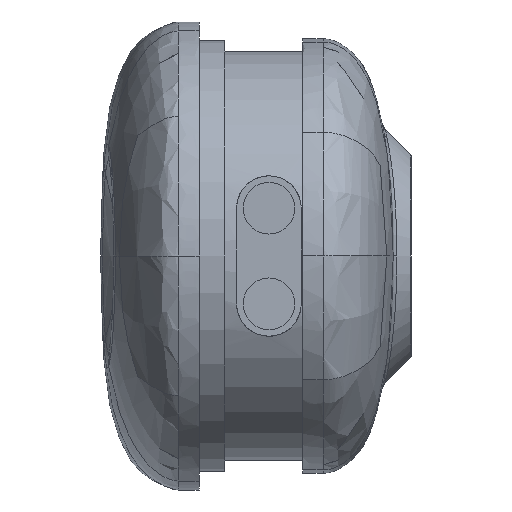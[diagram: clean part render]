
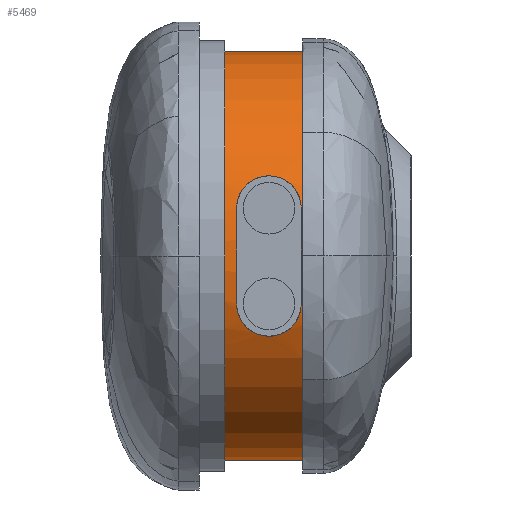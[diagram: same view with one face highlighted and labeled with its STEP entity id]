
A CAD part, left-side view. The second image highlights one B-rep face of the part: STEP entity #5469.
In plain terms, the highlighted cylindrical face has radius 7.9 mm (diameter 15.8 mm), a partial arc.
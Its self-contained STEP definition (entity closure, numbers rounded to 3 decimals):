
#13=CARTESIAN_POINT('',(-12.8,4.2,0.));
#14=DIRECTION('',(0.,-1.,0.));
#15=DIRECTION('',(0.,0.,1.));
#16=AXIS2_PLACEMENT_3D('',#13,#14,#15);
#22=CARTESIAN_POINT('',(-20.48,4.25,-1.85));
#23=CARTESIAN_POINT('',(-20.452,4.25,-1.968));
#24=CARTESIAN_POINT('',(-20.392,4.281,-2.192));
#25=CARTESIAN_POINT('',(-20.291,4.423,-2.514));
#26=CARTESIAN_POINT('',(-20.202,4.629,-2.765));
#27=CARTESIAN_POINT('',(-20.133,4.868,-2.939));
#28=CARTESIAN_POINT('',(-20.09,5.102,-3.045));
#29=CARTESIAN_POINT('',(-20.064,5.385,-3.106));
#30=CARTESIAN_POINT('',(-20.067,5.678,-3.099));
#31=CARTESIAN_POINT('',(-20.098,5.956,-3.025));
#32=CARTESIAN_POINT('',(-20.151,6.203,-2.896));
#33=CARTESIAN_POINT('',(-20.22,6.418,-2.714));
#34=CARTESIAN_POINT('',(-20.301,6.591,-2.484));
#35=CARTESIAN_POINT('',(-20.391,6.715,-2.197));
#36=CARTESIAN_POINT('',(-20.451,6.75,-1.972));
#37=CARTESIAN_POINT('',(-20.48,6.75,-1.85));
#42=CARTESIAN_POINT('',(-12.8,4.25,0.));
#43=DIRECTION('',(0.,1.,0.));
#44=DIRECTION('',(-0.972,0.,-0.234));
#45=AXIS2_PLACEMENT_3D('',#42,#43,#44);
#50=CARTESIAN_POINT('',(-20.481,6.75,1.848));
#51=CARTESIAN_POINT('',(-20.452,6.75,1.966));
#52=CARTESIAN_POINT('',(-20.393,6.719,2.19));
#53=CARTESIAN_POINT('',(-20.292,6.576,2.513));
#54=CARTESIAN_POINT('',(-20.202,6.37,2.764));
#55=CARTESIAN_POINT('',(-20.134,6.131,2.938));
#56=CARTESIAN_POINT('',(-20.09,5.897,3.043));
#57=CARTESIAN_POINT('',(-20.064,5.614,3.104));
#58=CARTESIAN_POINT('',(-20.068,5.321,3.096));
#59=CARTESIAN_POINT('',(-20.099,5.043,3.023));
#60=CARTESIAN_POINT('',(-20.152,4.796,2.893));
#61=CARTESIAN_POINT('',(-20.221,4.582,2.711));
#62=CARTESIAN_POINT('',(-20.301,4.409,2.483));
#63=CARTESIAN_POINT('',(-20.391,4.285,2.195));
#64=CARTESIAN_POINT('',(-20.452,4.25,1.97));
#65=CARTESIAN_POINT('',(-20.481,4.25,1.848));
#70=CARTESIAN_POINT('',(-12.8,6.75,0.));
#71=DIRECTION('',(0.,-1.,0.));
#72=DIRECTION('',(-0.972,0.,0.234));
#73=AXIS2_PLACEMENT_3D('',#70,#71,#72);
#78=CARTESIAN_POINT('',(-12.8,7.3,0.));
#79=DIRECTION('',(0.,1.,0.));
#80=DIRECTION('',(-0.935,0.,-0.354));
#81=AXIS2_PLACEMENT_3D('',#78,#79,#80);
#86=DIRECTION('',(0.,1.,0.));
#87=VECTOR('',#86,0.7);
#88=CARTESIAN_POINT('',(-20.187,7.3,2.8));
#89=LINE('',#88,#87);
#93=CARTESIAN_POINT('',(-12.8,8.,0.));
#94=DIRECTION('',(0.,1.,0.));
#95=DIRECTION('',(-0.935,0.,-0.354));
#96=AXIS2_PLACEMENT_3D('',#93,#94,#95);
#101=DIRECTION('',(0.,1.,0.));
#102=VECTOR('',#101,0.7);
#103=CARTESIAN_POINT('',(-20.187,7.3,-2.8));
#104=LINE('',#103,#102);
#115=DIRECTION('',(0.,-1.,0.));
#116=VECTOR('',#115,4.7);
#117=CARTESIAN_POINT('',(-12.8,8.9,-7.9));
#118=LINE('',#117,#116);
#174=DIRECTION('',(0.,1.,0.));
#175=VECTOR('',#174,4.7);
#176=CARTESIAN_POINT('',(-12.8,4.2,7.9));
#177=LINE('',#176,#175);
#188=CARTESIAN_POINT('',(-12.8,8.9,0.));
#189=DIRECTION('',(0.,1.,0.));
#190=DIRECTION('',(0.,0.,-1.));
#191=AXIS2_PLACEMENT_3D('',#188,#189,#190);
#4837=CARTESIAN_POINT('',(-12.8,4.2,7.9));
#4838=CARTESIAN_POINT('',(-12.8,4.2,-7.9));
#4839=VERTEX_POINT('',#4837);
#4840=VERTEX_POINT('',#4838);
#4845=CARTESIAN_POINT('',(-12.8,8.9,-7.9));
#4846=CARTESIAN_POINT('',(-12.8,8.9,7.9));
#4847=VERTEX_POINT('',#4845);
#4848=VERTEX_POINT('',#4846);
#5083=VERTEX_POINT('',#22);
#5084=VERTEX_POINT('',#37);
#5085=CARTESIAN_POINT('',(-20.481,4.25,1.848));
#5086=VERTEX_POINT('',#5085);
#5087=VERTEX_POINT('',#50);
#5120=CARTESIAN_POINT('',(-20.187,7.3,-2.8));
#5121=CARTESIAN_POINT('',(-20.187,7.3,2.8));
#5122=VERTEX_POINT('',#5120);
#5123=VERTEX_POINT('',#5121);
#5124=CARTESIAN_POINT('',(-20.187,8.,2.8));
#5125=VERTEX_POINT('',#5124);
#5126=CARTESIAN_POINT('',(-20.187,8.,-2.8));
#5127=VERTEX_POINT('',#5126);
#5434=CARTESIAN_POINT('',(-12.8,7.2,0.));
#5435=DIRECTION('',(0.,-1.,0.));
#5436=DIRECTION('',(1.,0.,0.));
#5437=AXIS2_PLACEMENT_3D('',#5434,#5435,#5436);
#5438=CYLINDRICAL_SURFACE('',#5437,7.9);
#5440=ORIENTED_EDGE('',*,*,#5439,.F.);
#5442=ORIENTED_EDGE('',*,*,#5441,.T.);
#5444=ORIENTED_EDGE('',*,*,#5443,.F.);
#5446=ORIENTED_EDGE('',*,*,#5445,.T.);
#5447=EDGE_LOOP('',(#5440,#5442,#5444,#5446));
#5448=FACE_OUTER_BOUND('',#5447,.F.);
#5450=ORIENTED_EDGE('',*,*,#5449,.F.);
#5452=ORIENTED_EDGE('',*,*,#5451,.T.);
#5454=ORIENTED_EDGE('',*,*,#5453,.F.);
#5456=ORIENTED_EDGE('',*,*,#5455,.T.);
#5457=EDGE_LOOP('',(#5450,#5452,#5454,#5456));
#5458=FACE_BOUND('',#5457,.F.);
#5460=ORIENTED_EDGE('',*,*,#5459,.T.);
#5462=ORIENTED_EDGE('',*,*,#5461,.T.);
#5464=ORIENTED_EDGE('',*,*,#5463,.F.);
#5466=ORIENTED_EDGE('',*,*,#5465,.F.);
#5467=EDGE_LOOP('',(#5460,#5462,#5464,#5466));
#5468=FACE_BOUND('',#5467,.F.);
#5469=ADVANCED_FACE('',(#5448,#5458,#5468),#5438,.T.);
#17=CIRCLE('',#16,7.9);
#38=B_SPLINE_CURVE_WITH_KNOTS('',3,(#22,#23,#24,#25,#26,#27,#28,#29,#30,#31,#32,
#33,#34,#35,#36,#37),.UNSPECIFIED.,.F.,.F.,(4,1,1,1,1,1,1,1,1,1,1,1,1,4),(0.,
0.077,0.154,0.231,0.308,
0.385,0.462,0.538,0.615,
0.692,0.769,0.846,0.923,1.),
.UNSPECIFIED.);
#46=CIRCLE('',#45,7.9);
#66=B_SPLINE_CURVE_WITH_KNOTS('',3,(#50,#51,#52,#53,#54,#55,#56,#57,#58,#59,#60,
#61,#62,#63,#64,#65),.UNSPECIFIED.,.F.,.F.,(4,1,1,1,1,1,1,1,1,1,1,1,1,4),(0.,
0.077,0.154,0.231,0.308,
0.385,0.462,0.538,0.615,
0.692,0.769,0.846,0.923,1.),
.UNSPECIFIED.);
#74=CIRCLE('',#73,7.9);
#82=CIRCLE('',#81,7.9);
#97=CIRCLE('',#96,7.9);
#192=CIRCLE('',#191,7.9);
#5439=EDGE_CURVE('',#4847,#4840,#118,.T.);
#5441=EDGE_CURVE('',#4847,#4848,#192,.T.);
#5443=EDGE_CURVE('',#4839,#4848,#177,.T.);
#5445=EDGE_CURVE('',#4839,#4840,#17,.T.);
#5449=EDGE_CURVE('',#5083,#5084,#38,.T.);
#5451=EDGE_CURVE('',#5083,#5086,#46,.T.);
#5453=EDGE_CURVE('',#5087,#5086,#66,.T.);
#5455=EDGE_CURVE('',#5087,#5084,#74,.T.);
#5459=EDGE_CURVE('',#5122,#5123,#82,.T.);
#5461=EDGE_CURVE('',#5123,#5125,#89,.T.);
#5463=EDGE_CURVE('',#5127,#5125,#97,.T.);
#5465=EDGE_CURVE('',#5122,#5127,#104,.T.);
